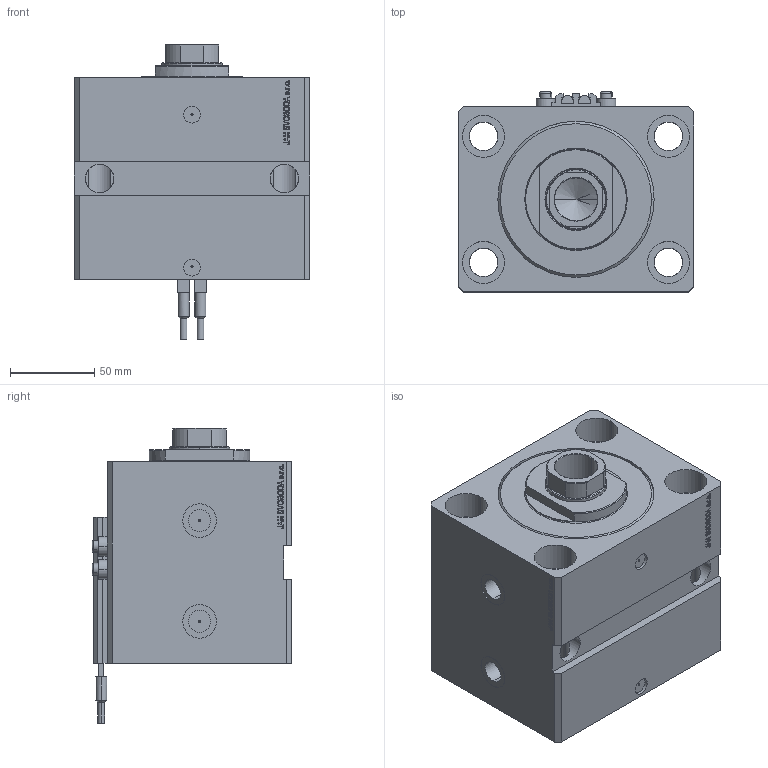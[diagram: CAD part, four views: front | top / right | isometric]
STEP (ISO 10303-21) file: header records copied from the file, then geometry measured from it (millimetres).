
FILE_DESCRIPTION (( 'STEP AP203' ), '1' );
FILE_NAME ('7e16.STEP', '2023-10-07T15:48:28', ( '' ), ( '' ), 'SwSTEP 2.0', 'SolidWorks 2019', '' );
FILE_SCHEMA (( 'CONFIG_CONTROL_DESIGN' ));
Length unit declared in the file: millimetre
Products named in the file (6): ALLEN BOLT V250CE 7b204341ee720801b9e4b7ce3ad45be4; SWITCH_V250CE 7b204341ee720801b9e4b7ce3ad45be4; 7e16; V250CE_VC_E 7b204341ee720801b9e4b7ce3ad45be4; V250CE_C_VCP 7b204341ee720801b9e4b7ce3ad45be4; V250CE_E_Body 7b204341ee720801b9e4b7ce3ad45be4
Assembly tree (9 placements, depth 2):
  7e16
    V250CE_E_Body 7b204341ee720801b9e4b7ce3ad45be4
    ALLEN BOLT V250CE 7b204341ee720801b9e4b7ce3ad45be4  x4
    V250CE_C_VCP 7b204341ee720801b9e4b7ce3ad45be4
    V250CE_VC_E 7b204341ee720801b9e4b7ce3ad45be4
    SWITCH_V250CE 7b204341ee720801b9e4b7ce3ad45be4  x2
Bounding box: 140 x 119 x 176 mm (x, y, z)
Volume: 1594494.3 mm3; surface area: 220017.4 mm2
Topology: 10 solids, 10 shells, 1164 faces, 2894 edges, 1872 vertices
Faces by surface type: plane 580, bspline 368, cylinder 138, cone 60, torus 18
Entity records: 49617 total; most frequent: CARTESIAN_POINT 25719, ORIENTED_EDGE 5370, DIRECTION 3565, EDGE_CURVE 2685, VERTEX_POINT 1758, LINE 1645, VECTOR 1645, EDGE_LOOP 1199
